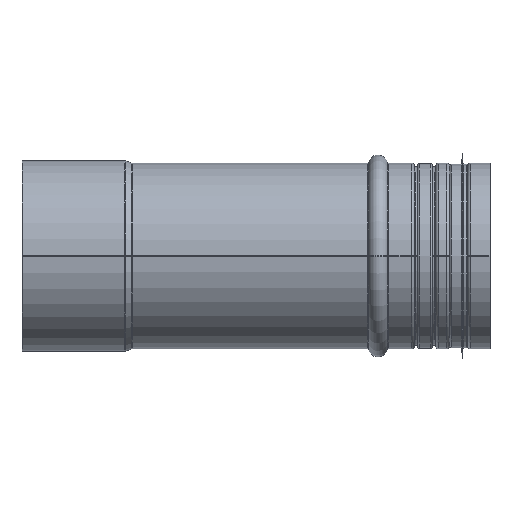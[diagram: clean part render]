
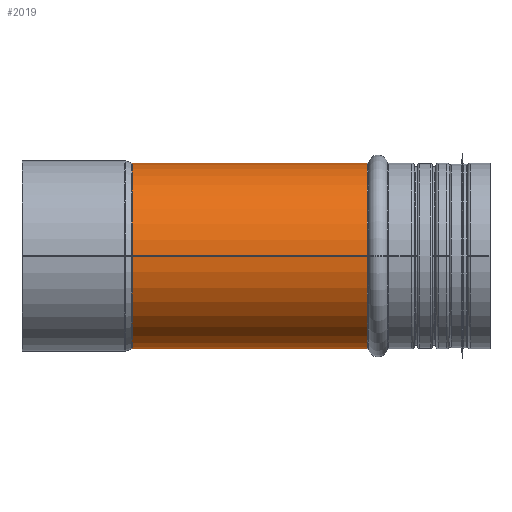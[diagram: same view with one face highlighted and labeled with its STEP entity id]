
A CAD part, left-side view. The second image highlights one B-rep face of the part: STEP entity #2019.
In plain terms, the highlighted cylindrical face has radius 63.5 mm (diameter 127 mm), a partial arc.
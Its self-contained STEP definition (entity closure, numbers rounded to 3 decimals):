
#175=CIRCLE('',#2245,63.5);
#176=CIRCLE('',#2247,63.5);
#262=LINE('',#3240,#380);
#279=LINE('',#3291,#397);
#380=VECTOR('',#2491,160.859);
#397=VECTOR('',#2540,160.859);
#531=FACE_BOUND('',#780,.T.);
#638=FACE_OUTER_BOUND('',#779,.T.);
#779=EDGE_LOOP('',(#1580,#1581,#1582,#1583));
#780=EDGE_LOOP('',(#1584));
#870=B_SPLINE_CURVE_WITH_KNOTS('',3,(#3087,#3088,#3089,#3090,#3091,#3092,
#3093,#3094,#3095,#3096,#3097,#3098,#3099,#3100,#3101,#3102,#3103,#3104,
#3105,#3106,#3107,#3108,#3109,#3110,#3111,#3112,#3113,#3114,#3115,#3116,
#3117,#3118,#3119,#3120),.UNSPECIFIED.,.T.,.F.,(4,2,2,2,2,2,2,2,2,2,2,2,
2,2,2,2,4),(0.,0.51,1.02,1.531,2.041,
2.551,3.061,3.571,4.082,4.592,
5.102,5.612,6.122,6.633,7.143,
7.653,8.163),.UNSPECIFIED.);
#872=VERTEX_POINT('',#3086);
#911=VERTEX_POINT('',#3233);
#913=VERTEX_POINT('',#3239);
#929=VERTEX_POINT('',#3284);
#931=VERTEX_POINT('',#3290);
#1018=EDGE_CURVE('',#872,#872,#870,.T.);
#1077=EDGE_CURVE('',#913,#911,#262,.T.);
#1102=EDGE_CURVE('',#929,#931,#279,.T.);
#1197=EDGE_CURVE('',#929,#913,#175,.T.);
#1198=EDGE_CURVE('',#931,#911,#176,.T.);
#1580=ORIENTED_EDGE('',*,*,#1077,.T.);
#1581=ORIENTED_EDGE('',*,*,#1198,.F.);
#1582=ORIENTED_EDGE('',*,*,#1102,.F.);
#1583=ORIENTED_EDGE('',*,*,#1197,.T.);
#1584=ORIENTED_EDGE('',*,*,#1018,.T.);
#1781=CYLINDRICAL_SURFACE('',#2246,63.5);
#2019=ADVANCED_FACE('',(#638,#531),#1781,.T.);
#2245=AXIS2_PLACEMENT_3D('',#3478,#2784,#2785);
#2246=AXIS2_PLACEMENT_3D('',#3479,#2786,#2787);
#2247=AXIS2_PLACEMENT_3D('',#3480,#2788,#2789);
#2491=DIRECTION('',(0.,-1.,0.));
#2540=DIRECTION('',(0.,-1.,0.));
#2784=DIRECTION('center_axis',(0.,-1.,0.));
#2785=DIRECTION('ref_axis',(-1.,0.,0.));
#2786=DIRECTION('center_axis',(0.,-1.,0.));
#2787=DIRECTION('ref_axis',(-1.,0.,0.));
#2788=DIRECTION('center_axis',(0.,-1.,0.));
#2789=DIRECTION('ref_axis',(-1.,0.,0.));
#3086=CARTESIAN_POINT('',(62.048,195.,13.5));
#3087=CARTESIAN_POINT('Ctrl Pts',(62.048,195.,13.5));
#3088=CARTESIAN_POINT('Ctrl Pts',(62.048,196.701,13.5));
#3089=CARTESIAN_POINT('Ctrl Pts',(62.126,198.511,13.159));
#3090=CARTESIAN_POINT('Ctrl Pts',(62.402,201.836,11.78));
#3091=CARTESIAN_POINT('Ctrl Pts',(62.597,203.35,10.742));
#3092=CARTESIAN_POINT('Ctrl Pts',(62.96,205.742,8.35));
#3093=CARTESIAN_POINT('Ctrl Pts',(63.153,206.78,6.836));
#3094=CARTESIAN_POINT('Ctrl Pts',(63.425,208.159,3.511));
#3095=CARTESIAN_POINT('Ctrl Pts',(63.5,208.5,1.701));
#3096=CARTESIAN_POINT('Ctrl Pts',(63.5,208.5,-1.701));
#3097=CARTESIAN_POINT('Ctrl Pts',(63.425,208.159,-3.511));
#3098=CARTESIAN_POINT('Ctrl Pts',(63.153,206.78,-6.836));
#3099=CARTESIAN_POINT('Ctrl Pts',(62.96,205.742,-8.35));
#3100=CARTESIAN_POINT('Ctrl Pts',(62.597,203.35,-10.742));
#3101=CARTESIAN_POINT('Ctrl Pts',(62.402,201.836,-11.78));
#3102=CARTESIAN_POINT('Ctrl Pts',(62.126,198.511,-13.159));
#3103=CARTESIAN_POINT('Ctrl Pts',(62.048,196.701,-13.5));
#3104=CARTESIAN_POINT('Ctrl Pts',(62.048,193.299,-13.5));
#3105=CARTESIAN_POINT('Ctrl Pts',(62.126,191.489,-13.159));
#3106=CARTESIAN_POINT('Ctrl Pts',(62.402,188.164,-11.78));
#3107=CARTESIAN_POINT('Ctrl Pts',(62.597,186.65,-10.742));
#3108=CARTESIAN_POINT('Ctrl Pts',(62.96,184.258,-8.35));
#3109=CARTESIAN_POINT('Ctrl Pts',(63.153,183.22,-6.836));
#3110=CARTESIAN_POINT('Ctrl Pts',(63.425,181.841,-3.511));
#3111=CARTESIAN_POINT('Ctrl Pts',(63.5,181.5,-1.701));
#3112=CARTESIAN_POINT('Ctrl Pts',(63.5,181.5,1.701));
#3113=CARTESIAN_POINT('Ctrl Pts',(63.425,181.841,3.511));
#3114=CARTESIAN_POINT('Ctrl Pts',(63.153,183.22,6.836));
#3115=CARTESIAN_POINT('Ctrl Pts',(62.96,184.258,8.35));
#3116=CARTESIAN_POINT('Ctrl Pts',(62.597,186.65,10.742));
#3117=CARTESIAN_POINT('Ctrl Pts',(62.402,188.164,11.78));
#3118=CARTESIAN_POINT('Ctrl Pts',(62.126,191.489,13.159));
#3119=CARTESIAN_POINT('Ctrl Pts',(62.048,193.299,13.5));
#3120=CARTESIAN_POINT('Ctrl Pts',(62.048,195.,13.5));
#3233=CARTESIAN_POINT('',(-63.5,83.828,0.111));
#3239=CARTESIAN_POINT('',(-63.5,244.688,0.111));
#3240=CARTESIAN_POINT('',(-63.5,244.688,0.111));
#3284=CARTESIAN_POINT('',(-63.5,244.688,0.));
#3290=CARTESIAN_POINT('',(-63.5,83.828,0.));
#3291=CARTESIAN_POINT('',(-63.5,244.688,0.));
#3478=CARTESIAN_POINT('Origin',(0.,244.688,0.));
#3479=CARTESIAN_POINT('Origin',(0.,155.162,0.));
#3480=CARTESIAN_POINT('Origin',(0.,83.828,0.));
